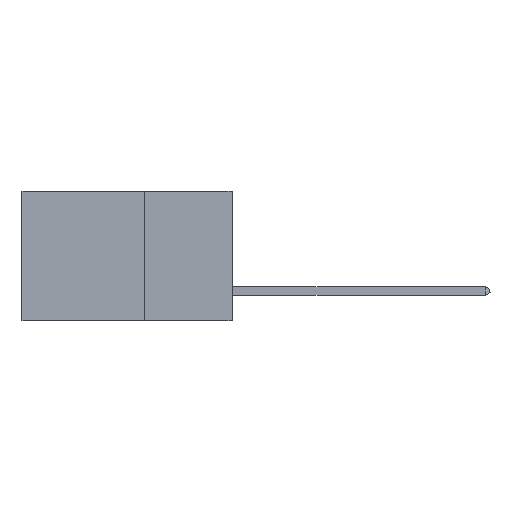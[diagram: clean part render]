
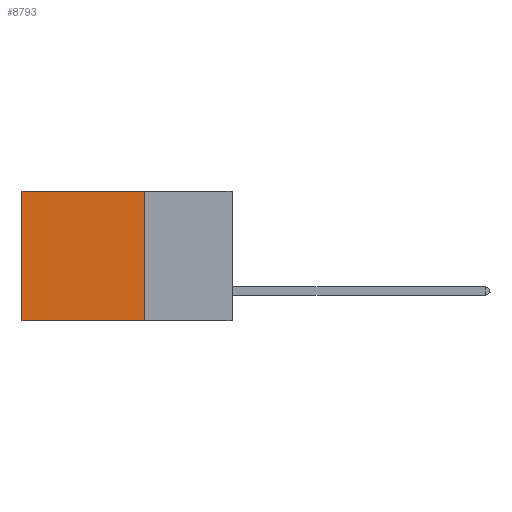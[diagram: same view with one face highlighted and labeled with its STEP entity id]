
A CAD part, left-side view. The second image highlights one B-rep face of the part: STEP entity #8793.
In plain terms, the highlighted planar face has unit normal (-1, 0, 0).
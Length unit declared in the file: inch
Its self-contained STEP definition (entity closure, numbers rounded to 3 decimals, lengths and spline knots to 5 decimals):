
#474 = LINE ( 'NONE', #6900, #5710 ) ;
#2180 = CARTESIAN_POINT ( 'NONE',  ( 0.2875, 0.6, 0. ) ) ;
#2384 = VECTOR ( 'NONE', #9961, 39.37008 ) ;
#2410 = VERTEX_POINT ( 'NONE', #13184 ) ;
#3100 = ORIENTED_EDGE ( 'NONE', *, *, #5010, .T. ) ;
#3318 = EDGE_CURVE ( 'NONE', #14611, #16101, #474, .T. ) ;
#3406 = CARTESIAN_POINT ( 'NONE',  ( 0.2875, 0.25, 0. ) ) ;
#5010 = EDGE_CURVE ( 'NONE', #16101, #9520, #16179, .T. ) ;
#5710 = VECTOR ( 'NONE', #9663, 39.37008 ) ;
#5741 = ORIENTED_EDGE ( 'NONE', *, *, #3318, .T. ) ;
#6646 = EDGE_LOOP ( 'NONE', ( #3100, #10807, #10488, #5741 ) ) ;
#6900 = CARTESIAN_POINT ( 'NONE',  ( 0.2875, 0.25, 0. ) ) ;
#8276 = CARTESIAN_POINT ( 'NONE',  ( 0.2875, 0.25, -0.37 ) ) ;
#8793 = ADVANCED_FACE ( 'NONE', ( #11320 ), #12608, .F. ) ;
#9336 = VECTOR ( 'NONE', #15270, 39.37008 ) ;
#9448 = EDGE_CURVE ( 'NONE', #14611, #2410, #10667, .T. ) ;
#9520 = VERTEX_POINT ( 'NONE', #11436 ) ;
#9663 = DIRECTION ( 'NONE',  ( 0., 1., 0. ) ) ;
#9868 = LINE ( 'NONE', #8276, #13297 ) ;
#9961 = DIRECTION ( 'NONE',  ( 0., 0., -1. ) ) ;
#10056 = EDGE_CURVE ( 'NONE', #2410, #9520, #9868, .T. ) ;
#10488 = ORIENTED_EDGE ( 'NONE', *, *, #9448, .F. ) ;
#10667 = LINE ( 'NONE', #11204, #2384 ) ;
#10807 = ORIENTED_EDGE ( 'NONE', *, *, #10056, .F. ) ;
#11204 = CARTESIAN_POINT ( 'NONE',  ( 0.2875, 0.25, 0. ) ) ;
#11320 = FACE_OUTER_BOUND ( 'NONE', #6646, .T. ) ;
#11436 = CARTESIAN_POINT ( 'NONE',  ( 0.2875, 0.6, -0.37 ) ) ;
#11445 = AXIS2_PLACEMENT_3D ( 'NONE', #3406, #12953, #13012 ) ;
#12190 = CARTESIAN_POINT ( 'NONE',  ( 0.2875, 0.25, 0. ) ) ;
#12377 = CARTESIAN_POINT ( 'NONE',  ( 0.2875, 0.6, 0. ) ) ;
#12608 = PLANE ( 'NONE',  #11445 ) ;
#12953 = DIRECTION ( 'NONE',  ( 1., 0., 0. ) ) ;
#13012 = DIRECTION ( 'NONE',  ( 0., 0., -1. ) ) ;
#13184 = CARTESIAN_POINT ( 'NONE',  ( 0.2875, 0.25, -0.37 ) ) ;
#13297 = VECTOR ( 'NONE', #14574, 39.37008 ) ;
#14574 = DIRECTION ( 'NONE',  ( 0., 1., 0. ) ) ;
#14611 = VERTEX_POINT ( 'NONE', #12190 ) ;
#15270 = DIRECTION ( 'NONE',  ( 0., 0., -1. ) ) ;
#16101 = VERTEX_POINT ( 'NONE', #12377 ) ;
#16179 = LINE ( 'NONE', #2180, #9336 ) ;
